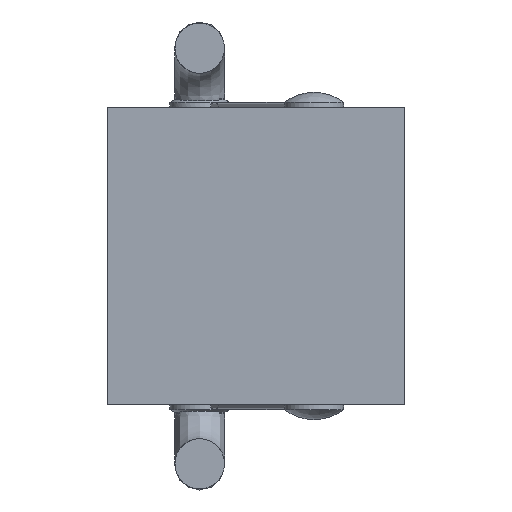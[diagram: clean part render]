
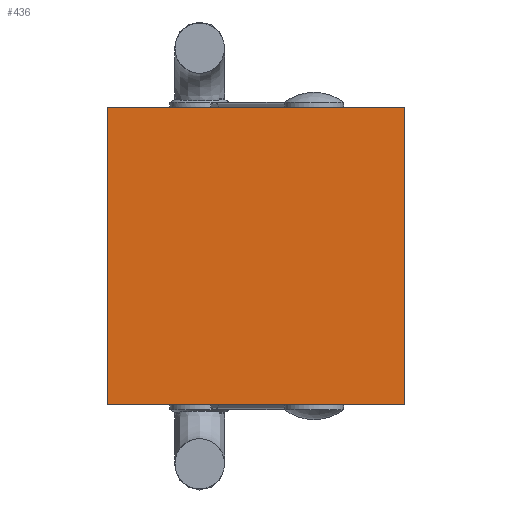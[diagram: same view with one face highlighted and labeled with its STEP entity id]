
A CAD part, front view. The second image highlights one B-rep face of the part: STEP entity #436.
In plain terms, the highlighted planar face has unit normal (0, -1, 0).
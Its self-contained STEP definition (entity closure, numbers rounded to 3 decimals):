
#9 = VERTEX_POINT ( 'NONE', #162 ) ;
#27 = VERTEX_POINT ( 'NONE', #188 ) ;
#39 = ORIENTED_EDGE ( 'NONE', *, *, #333, .T. ) ;
#97 = ORIENTED_EDGE ( 'NONE', *, *, #329, .T. ) ;
#98 = ORIENTED_EDGE ( 'NONE', *, *, #336, .T. ) ;
#99 = ORIENTED_EDGE ( 'NONE', *, *, #338, .T. ) ;
#162 = CARTESIAN_POINT ( 'NONE',  ( 1.5, -0.51, -1.5 ) ) ;
#188 = CARTESIAN_POINT ( 'NONE',  ( 1.5, -0.51, 1.5 ) ) ;
#329 = EDGE_CURVE ( 'NONE', #502, #545, #2873, .T. ) ;
#333 = EDGE_CURVE ( 'NONE', #545, #9, #2877, .T. ) ;
#336 = EDGE_CURVE ( 'NONE', #9, #27, #2883, .T. ) ;
#338 = EDGE_CURVE ( 'NONE', #27, #502, #3417, .T. ) ;
#436 = ADVANCED_FACE ( 'NONE', ( #3562 ), #4362, .F. ) ;
#502 = VERTEX_POINT ( 'NONE', #5328 ) ;
#545 = VERTEX_POINT ( 'NONE', #5333 ) ;
#849 = EDGE_LOOP ( 'NONE', ( #97, #39, #98, #99 ) ) ;
#2873 = LINE ( 'NONE', #3187, #2878 ) ;
#2877 = LINE ( 'NONE', #3194, #2886 ) ;
#2878 = VECTOR ( 'NONE', #3195, 1000. ) ;
#2883 = LINE ( 'NONE', #3196, #2890 ) ;
#2886 = VECTOR ( 'NONE', #3203, 1000. ) ;
#2890 = VECTOR ( 'NONE', #3209, 1000. ) ;
#3187 = CARTESIAN_POINT ( 'NONE',  ( -1.5, -0.51, 1.5 ) ) ;
#3194 = CARTESIAN_POINT ( 'NONE',  ( 1.5, -0.51, -1.5 ) ) ;
#3195 = DIRECTION ( 'NONE',  ( 0., 0., -1. ) ) ;
#3196 = CARTESIAN_POINT ( 'NONE',  ( 1.5, -0.51, 1.5 ) ) ;
#3203 = DIRECTION ( 'NONE',  ( 1., 0., 0. ) ) ;
#3209 = DIRECTION ( 'NONE',  ( 0., 0., 1. ) ) ;
#3212 = CARTESIAN_POINT ( 'NONE',  ( 1.5, -0.51, 1.5 ) ) ;
#3213 = DIRECTION ( 'NONE',  ( -1., 0., 0. ) ) ;
#3417 = LINE ( 'NONE', #3212, #3418 ) ;
#3418 = VECTOR ( 'NONE', #3213, 1000. ) ;
#3562 = FACE_OUTER_BOUND ( 'NONE', #849, .T. ) ;
#4109 = AXIS2_PLACEMENT_3D ( 'NONE', #4381, #4382, #4383 ) ;
#4362 = PLANE ( 'NONE',  #4109 ) ;
#4381 = CARTESIAN_POINT ( 'NONE',  ( 0., -0.51, 0. ) ) ;
#4382 = DIRECTION ( 'NONE',  ( 0., 1., 0. ) ) ;
#4383 = DIRECTION ( 'NONE',  ( 0., 0., 1. ) ) ;
#5328 = CARTESIAN_POINT ( 'NONE',  ( -1.5, -0.51, 1.5 ) ) ;
#5333 = CARTESIAN_POINT ( 'NONE',  ( -1.5, -0.51, -1.5 ) ) ;
